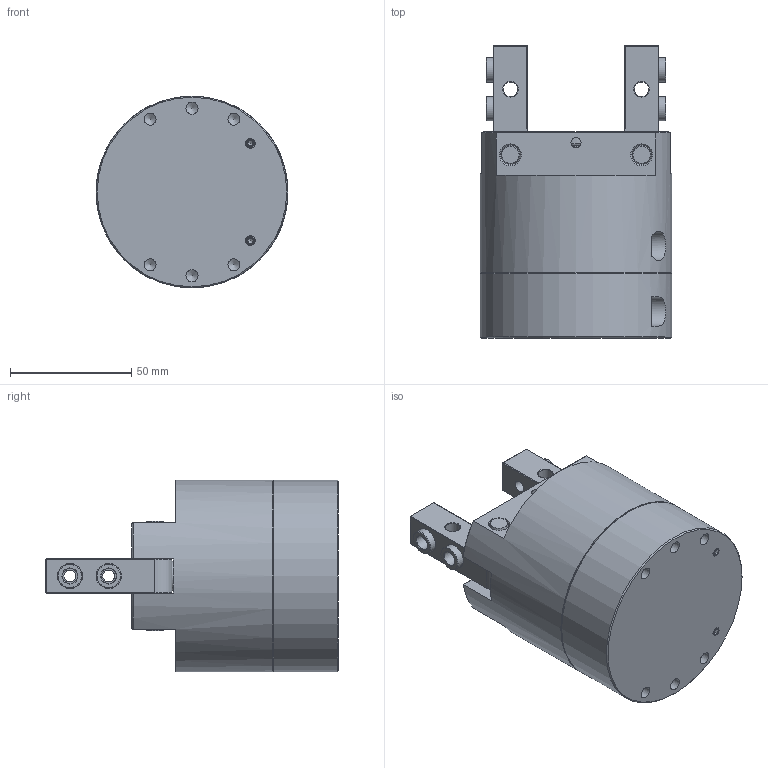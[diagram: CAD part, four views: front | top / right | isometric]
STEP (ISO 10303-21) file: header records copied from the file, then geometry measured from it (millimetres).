
FILE_DESCRIPTION(/* description */ (''),/* implementation_level */ '2;1');
FILE_NAME(/* name */ 'GAP-80-MC.stp',/* time_stamp */ '2021-05-19T09:06:39+02:00',/* author */ ('Emilio'),/* organization */ (''),/* preprocessor_version */ 'ST-DEVELOPER v17.2',/* originating_system */ 'Autodesk Inventor 2019',/* authorisation */ '');
FILE_SCHEMA (('AUTOMOTIVE_DESIGN { 1 0 10303 214 3 1 1 }'));
Length unit declared in the file: millimetre
Products named in the file (11): GAP-80-MA; DIN 7991 - M5x12; BOCCOLA 10H7L7; DIN 913 - M4 x 4 Acciaio; ISO 8734 - 8 x 45 - ADIN EN; DIN 913 - M5 x 6 Acciaio; GAP-80 corpo cliente; GAP-80 stelo; GAP-80 leva; OPM-80-PISTONE-31098.06; OPLE80-FONDELLO
Assembly tree (17 placements, depth 2):
  GAP-80-MA
    DIN 7991 - M5x12
    BOCCOLA 10H7L7  x4
    DIN 913 - M4 x 4 Acciaio  x2
    ISO 8734 - 8 x 45 - ADIN EN  x2
    DIN 913 - M5 x 6 Acciaio  x2
    GAP-80 corpo cliente
    GAP-80 stelo
    GAP-80 leva  x2
    OPM-80-PISTONE-31098.06
    OPLE80-FONDELLO
Bounding box: 79 x 120.5 x 79 mm (x, y, z)
Volume: 393870.8 mm3; surface area: 73158.4 mm2
Topology: 17 solids, 17 shells, 331 faces, 850 edges, 570 vertices
Faces by surface type: plane 130, cone 104, cylinder 88, torus 9
Full cylindrical faces by diameter (mm): 2.5 x2, 3.242 x4, 4 x2, 4.134 x8, 4.917 x8, 5 x7, 5.5 x1, 5.9 x1, 6 x2, 6.2 x4, 6.5 x4, 8 x9, 10 x9, 12 x2, 22 x2, 28 x1, 39.65 x1, 44 x1, 45.7 x2, 51 x1, 79 x2
Entity records: 8052 total; most frequent: CARTESIAN_POINT 1552, DIRECTION 1403, ORIENTED_EDGE 1178, EDGE_CURVE 589, AXIS2_PLACEMENT_3D 580, VERTEX_POINT 409, CIRCLE 319, EDGE_LOOP 302
